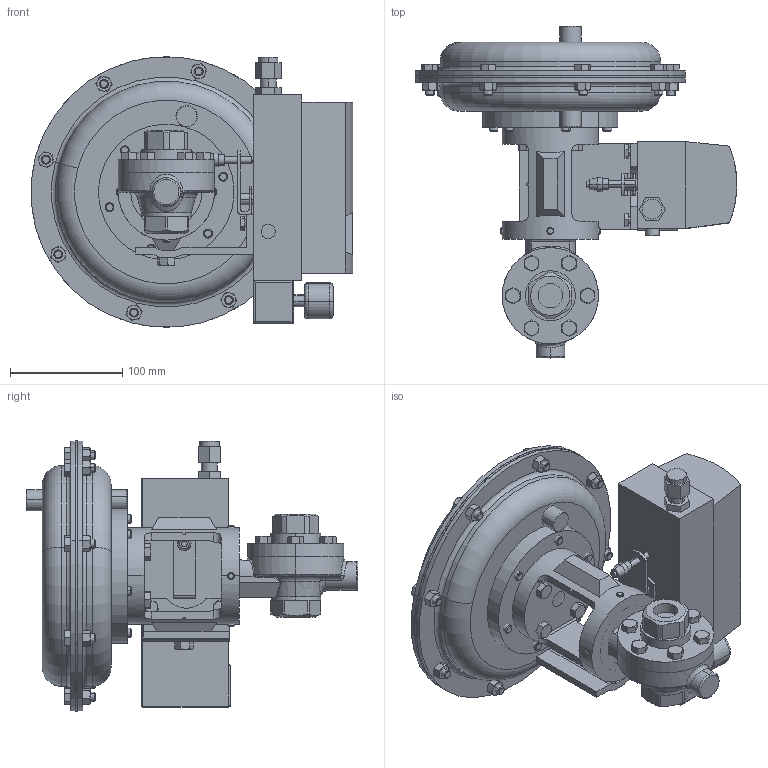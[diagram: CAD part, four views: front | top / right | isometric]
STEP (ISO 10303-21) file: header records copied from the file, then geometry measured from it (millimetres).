
FILE_DESCRIPTION (( 'STEP AP203' ), '1' );
FILE_NAME ('70SP-050-CS+S6-SW-35M-16IQ.STEP', '2017-09-11T13:56:01', ( '' ), ( '' ), 'SwSTEP 2.0', 'SolidWorks 2014', '' );
FILE_SCHEMA (( 'CONFIG_CONTROL_DESIGN' ));
Length unit declared in the file: inch
Products named in the file (1): 70SP-050-CS+S6-SW-35M-16IQ
Bounding box: 286.54 x 295.44 x 240.92 mm (x, y, z)
Volume: 4423080.3 mm3; surface area: 581251.9 mm2
Topology: 52 solids, 52 shells, 1108 faces, 2428 edges, 1458 vertices
Faces by surface type: plane 462, cone 383, cylinder 211, torus 30, bspline 18, sphere 4
Full cylindrical faces by diameter (mm): 6.528 x1, 9.525 x4, 14.732 x1, 54.864 x1
Entity records: 33511 total; most frequent: CARTESIAN_POINT 10063, DIRECTION 4803, ORIENTED_EDGE 4792, EDGE_CURVE 2396, AXIS2_PLACEMENT_3D 1926, VERTEX_POINT 1458, EDGE_LOOP 1180, ADVANCED_FACE 1108
